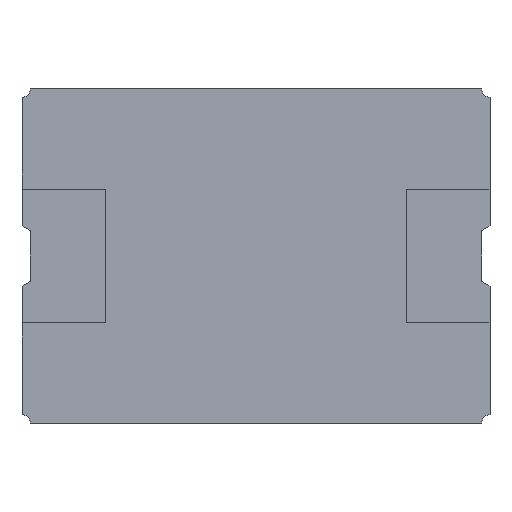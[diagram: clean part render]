
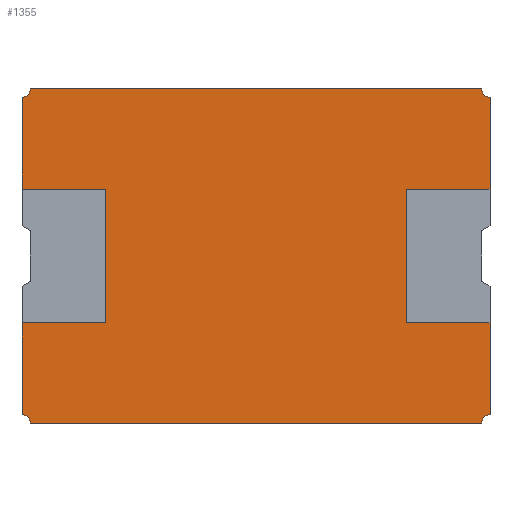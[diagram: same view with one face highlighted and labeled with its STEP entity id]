
A CAD part, front view. The second image highlights one B-rep face of the part: STEP entity #1355.
In plain terms, the highlighted planar face has unit normal (0, -1, 0).
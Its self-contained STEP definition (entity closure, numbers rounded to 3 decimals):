
#8 = ORIENTED_EDGE ( 'NONE', *, *, #1611, .F. ) ;
#14 = EDGE_CURVE ( 'NONE', #1512, #2073, #2009, .T. ) ;
#16 = CARTESIAN_POINT ( 'NONE',  ( 3.5, 0., 2.5 ) ) ;
#25 = EDGE_CURVE ( 'NONE', #1267, #457, #1818, .T. ) ;
#47 = VERTEX_POINT ( 'NONE', #621 ) ;
#71 = CARTESIAN_POINT ( 'NONE',  ( -3.375, 0., -2.5 ) ) ;
#86 = DIRECTION ( 'NONE',  ( 0., 0., 1. ) ) ;
#90 = EDGE_CURVE ( 'NONE', #868, #2076, #471, .T. ) ;
#99 = ORIENTED_EDGE ( 'NONE', *, *, #2158, .F. ) ;
#118 = VECTOR ( 'NONE', #408, 1000. ) ;
#163 = CARTESIAN_POINT ( 'NONE',  ( -3.5, 0., -2.375 ) ) ;
#206 = DIRECTION ( 'NONE',  ( 1., 0., 0. ) ) ;
#210 = ORIENTED_EDGE ( 'NONE', *, *, #2206, .T. ) ;
#222 = EDGE_CURVE ( 'NONE', #2076, #377, #497, .T. ) ;
#261 = ORIENTED_EDGE ( 'NONE', *, *, #2196, .F. ) ;
#278 = DIRECTION ( 'NONE',  ( 1., 0., 0. ) ) ;
#284 = CARTESIAN_POINT ( 'NONE',  ( -3.5, 0., 1. ) ) ;
#344 = CARTESIAN_POINT ( 'NONE',  ( -2.25, 0., 1. ) ) ;
#377 = VERTEX_POINT ( 'NONE', #1715 ) ;
#392 = DIRECTION ( 'NONE',  ( 0., 0., -1. ) ) ;
#408 = DIRECTION ( 'NONE',  ( 0., 0., 1. ) ) ;
#438 = CARTESIAN_POINT ( 'NONE',  ( 0., 0., 0. ) ) ;
#443 = AXIS2_PLACEMENT_3D ( 'NONE', #16, #1891, #713 ) ;
#452 = VECTOR ( 'NONE', #494, 1000. ) ;
#457 = VERTEX_POINT ( 'NONE', #1764 ) ;
#462 = ORIENTED_EDGE ( 'NONE', *, *, #1023, .T. ) ;
#471 = LINE ( 'NONE', #1657, #1786 ) ;
#491 = DIRECTION ( 'NONE',  ( 1., 0., 0. ) ) ;
#494 = DIRECTION ( 'NONE',  ( 0., 0., -1. ) ) ;
#497 = LINE ( 'NONE', #1685, #1607 ) ;
#519 = DIRECTION ( 'NONE',  ( 0., 1., 0. ) ) ;
#522 = VECTOR ( 'NONE', #977, 1000. ) ;
#531 = CARTESIAN_POINT ( 'NONE',  ( -2.25, 0., -1. ) ) ;
#555 = DIRECTION ( 'NONE',  ( 0., 1., 0. ) ) ;
#569 = CARTESIAN_POINT ( 'NONE',  ( -3.5, 0., 2.5 ) ) ;
#572 = FACE_OUTER_BOUND ( 'NONE', #591, .T. ) ;
#579 = CARTESIAN_POINT ( 'NONE',  ( 3.375, 0., 2.5 ) ) ;
#591 = EDGE_LOOP ( 'NONE', ( #1414, #1214, #1279, #99, #637, #462, #780, #1395, #1539, #1486, #1481, #858, #8, #1966, #261, #210 ) ) ;
#603 = AXIS2_PLACEMENT_3D ( 'NONE', #569, #555, #732 ) ;
#616 = LINE ( 'NONE', #1090, #1507 ) ;
#621 = CARTESIAN_POINT ( 'NONE',  ( -3.5, 0., 2.375 ) ) ;
#637 = ORIENTED_EDGE ( 'NONE', *, *, #1949, .T. ) ;
#644 = VERTEX_POINT ( 'NONE', #284 ) ;
#672 = AXIS2_PLACEMENT_3D ( 'NONE', #438, #1296, #86 ) ;
#698 = VERTEX_POINT ( 'NONE', #1347 ) ;
#704 = VERTEX_POINT ( 'NONE', #2221 ) ;
#713 = DIRECTION ( 'NONE',  ( 0., 0., 1. ) ) ;
#730 = VECTOR ( 'NONE', #206, 1000. ) ;
#732 = DIRECTION ( 'NONE',  ( 0., 0., 1. ) ) ;
#780 = ORIENTED_EDGE ( 'NONE', *, *, #25, .T. ) ;
#782 = PLANE ( 'NONE',  #672 ) ;
#858 = ORIENTED_EDGE ( 'NONE', *, *, #1082, .F. ) ;
#868 = VERTEX_POINT ( 'NONE', #1222 ) ;
#909 = LINE ( 'NONE', #531, #730 ) ;
#919 = CARTESIAN_POINT ( 'NONE',  ( -3.5, 0., 0. ) ) ;
#932 = VECTOR ( 'NONE', #278, 1000. ) ;
#972 = VERTEX_POINT ( 'NONE', #579 ) ;
#977 = DIRECTION ( 'NONE',  ( -1., 0., 0. ) ) ;
#982 = DIRECTION ( 'NONE',  ( 0., 0., -1. ) ) ;
#1021 = CARTESIAN_POINT ( 'NONE',  ( -2.25, 0., -1. ) ) ;
#1023 = EDGE_CURVE ( 'NONE', #1548, #1267, #1037, .T. ) ;
#1037 = CIRCLE ( 'NONE', #1462, 0.125 ) ;
#1082 = EDGE_CURVE ( 'NONE', #698, #868, #1326, .T. ) ;
#1090 = CARTESIAN_POINT ( 'NONE',  ( 3.5, 0., 0. ) ) ;
#1095 = CARTESIAN_POINT ( 'NONE',  ( 0., 0., -2.5 ) ) ;
#1104 = EDGE_CURVE ( 'NONE', #377, #1163, #1952, .T. ) ;
#1105 = AXIS2_PLACEMENT_3D ( 'NONE', #1884, #519, #2229 ) ;
#1139 = DIRECTION ( 'NONE',  ( 0., 0., -1. ) ) ;
#1154 = CIRCLE ( 'NONE', #443, 0.125 ) ;
#1161 = CARTESIAN_POINT ( 'NONE',  ( 3.5, 0., 1. ) ) ;
#1163 = VERTEX_POINT ( 'NONE', #1333 ) ;
#1214 = ORIENTED_EDGE ( 'NONE', *, *, #1731, .F. ) ;
#1222 = CARTESIAN_POINT ( 'NONE',  ( 2.25, 0., 1. ) ) ;
#1258 = CARTESIAN_POINT ( 'NONE',  ( 0., 0., 2.5 ) ) ;
#1265 = LINE ( 'NONE', #919, #1402 ) ;
#1267 = VERTEX_POINT ( 'NONE', #71 ) ;
#1272 = CARTESIAN_POINT ( 'NONE',  ( -2.25, 0., 1. ) ) ;
#1279 = ORIENTED_EDGE ( 'NONE', *, *, #14, .F. ) ;
#1280 = CARTESIAN_POINT ( 'NONE',  ( 3.5, 0., 2.375 ) ) ;
#1296 = DIRECTION ( 'NONE',  ( 0., 1., 0. ) ) ;
#1313 = VERTEX_POINT ( 'NONE', #1280 ) ;
#1319 = DIRECTION ( 'NONE',  ( 0., 0., 1. ) ) ;
#1326 = LINE ( 'NONE', #1161, #522 ) ;
#1333 = CARTESIAN_POINT ( 'NONE',  ( 3.5, 0., -2.375 ) ) ;
#1339 = VECTOR ( 'NONE', #1919, 1000. ) ;
#1347 = CARTESIAN_POINT ( 'NONE',  ( 3.5, 0., 1. ) ) ;
#1355 = ADVANCED_FACE ( 'NONE', ( #572 ), #782, .F. ) ;
#1363 = CARTESIAN_POINT ( 'NONE',  ( 2.25, 0., -1. ) ) ;
#1379 = CARTESIAN_POINT ( 'NONE',  ( -3.5, 0., 0. ) ) ;
#1395 = ORIENTED_EDGE ( 'NONE', *, *, #1962, .T. ) ;
#1399 = CIRCLE ( 'NONE', #603, 0.125 ) ;
#1402 = VECTOR ( 'NONE', #1586, 1000. ) ;
#1404 = VERTEX_POINT ( 'NONE', #1618 ) ;
#1414 = ORIENTED_EDGE ( 'NONE', *, *, #1604, .T. ) ;
#1421 = LINE ( 'NONE', #1379, #452 ) ;
#1462 = AXIS2_PLACEMENT_3D ( 'NONE', #1977, #1670, #1319 ) ;
#1481 = ORIENTED_EDGE ( 'NONE', *, *, #90, .F. ) ;
#1486 = ORIENTED_EDGE ( 'NONE', *, *, #222, .F. ) ;
#1507 = VECTOR ( 'NONE', #392, 1000. ) ;
#1512 = VERTEX_POINT ( 'NONE', #1021 ) ;
#1539 = ORIENTED_EDGE ( 'NONE', *, *, #1104, .F. ) ;
#1548 = VERTEX_POINT ( 'NONE', #163 ) ;
#1586 = DIRECTION ( 'NONE',  ( 0., 0., -1. ) ) ;
#1590 = CIRCLE ( 'NONE', #1105, 0.125 ) ;
#1604 = EDGE_CURVE ( 'NONE', #47, #644, #1265, .T. ) ;
#1607 = VECTOR ( 'NONE', #491, 1000. ) ;
#1611 = EDGE_CURVE ( 'NONE', #1313, #698, #616, .T. ) ;
#1618 = CARTESIAN_POINT ( 'NONE',  ( -3.5, 0., -1. ) ) ;
#1657 = CARTESIAN_POINT ( 'NONE',  ( 2.25, 0., 1. ) ) ;
#1668 = LINE ( 'NONE', #1974, #2175 ) ;
#1670 = DIRECTION ( 'NONE',  ( 0., 1., 0. ) ) ;
#1680 = VECTOR ( 'NONE', #982, 1000. ) ;
#1685 = CARTESIAN_POINT ( 'NONE',  ( 2.25, 0., -1. ) ) ;
#1715 = CARTESIAN_POINT ( 'NONE',  ( 3.5, 0., -1. ) ) ;
#1731 = EDGE_CURVE ( 'NONE', #2073, #644, #1668, .T. ) ;
#1764 = CARTESIAN_POINT ( 'NONE',  ( 3.375, 0., -2.5 ) ) ;
#1786 = VECTOR ( 'NONE', #1139, 1000. ) ;
#1818 = LINE ( 'NONE', #1095, #932 ) ;
#1853 = LINE ( 'NONE', #1258, #1339 ) ;
#1884 = CARTESIAN_POINT ( 'NONE',  ( 3.5, 0., -2.5 ) ) ;
#1891 = DIRECTION ( 'NONE',  ( 0., 1., 0. ) ) ;
#1919 = DIRECTION ( 'NONE',  ( 1., 0., 0. ) ) ;
#1949 = EDGE_CURVE ( 'NONE', #1404, #1548, #1421, .T. ) ;
#1952 = LINE ( 'NONE', #2183, #1680 ) ;
#1962 = EDGE_CURVE ( 'NONE', #457, #1163, #1590, .T. ) ;
#1966 = ORIENTED_EDGE ( 'NONE', *, *, #2128, .T. ) ;
#1974 = CARTESIAN_POINT ( 'NONE',  ( -3.5, 0., 1. ) ) ;
#1977 = CARTESIAN_POINT ( 'NONE',  ( -3.5, 0., -2.5 ) ) ;
#1996 = DIRECTION ( 'NONE',  ( -1., 0., 0. ) ) ;
#2009 = LINE ( 'NONE', #1272, #118 ) ;
#2073 = VERTEX_POINT ( 'NONE', #344 ) ;
#2076 = VERTEX_POINT ( 'NONE', #1363 ) ;
#2128 = EDGE_CURVE ( 'NONE', #1313, #972, #1154, .T. ) ;
#2158 = EDGE_CURVE ( 'NONE', #1404, #1512, #909, .T. ) ;
#2175 = VECTOR ( 'NONE', #1996, 1000. ) ;
#2183 = CARTESIAN_POINT ( 'NONE',  ( 3.5, 0., 0. ) ) ;
#2196 = EDGE_CURVE ( 'NONE', #704, #972, #1853, .T. ) ;
#2206 = EDGE_CURVE ( 'NONE', #704, #47, #1399, .T. ) ;
#2221 = CARTESIAN_POINT ( 'NONE',  ( -3.375, 0., 2.5 ) ) ;
#2229 = DIRECTION ( 'NONE',  ( 0., 0., 1. ) ) ;
